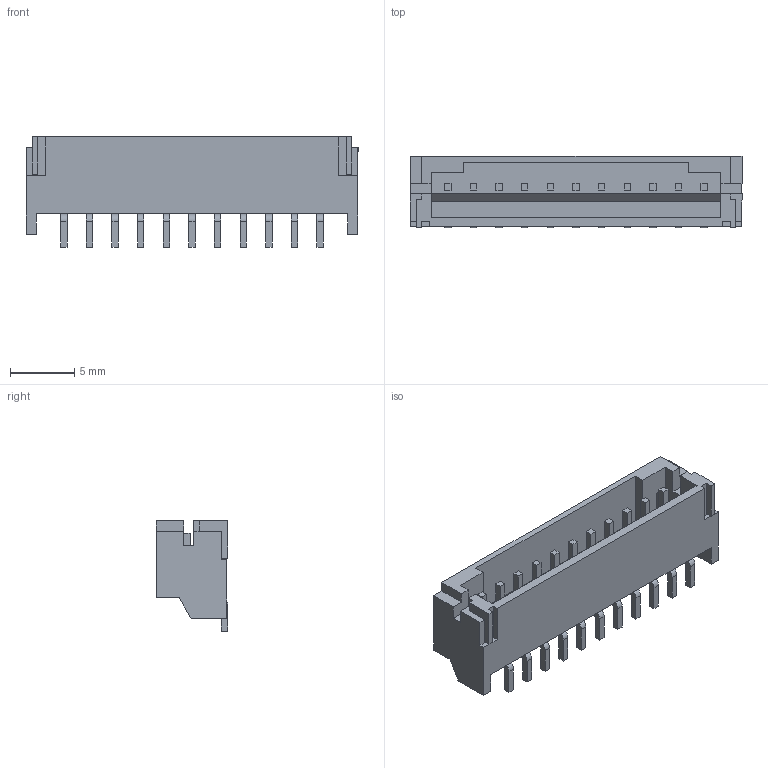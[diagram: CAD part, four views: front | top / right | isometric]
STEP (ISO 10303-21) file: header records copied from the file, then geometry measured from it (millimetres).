
FILE_DESCRIPTION (( 'STEP AP214' ), '1' );
FILE_NAME ('S11B-PH-SM4.STEP', '2010-06-14T04:58:09', ( ' ' ), ( ' ' ), 'SwSTEP 2.0', 'SolidWorks 2005235', '' );
FILE_SCHEMA (( 'AUTOMOTIVE_DESIGN' ));
Length unit declared in the file: millimetre
Products named in the file (1): S11B-PH-SM4
Bounding box: 25.9 x 5.6 x 8.6 mm (x, y, z)
Volume: 446.5 mm3; surface area: 1119 mm2
Topology: 1 solids, 1 shells, 214 faces, 580 edges, 386 vertices
Faces by surface type: plane 181, cylinder 33
Entity records: 9039 total; most frequent: CARTESIAN_POINT 1181, ORIENTED_EDGE 1160, DIRECTION 1076, EDGE_CURVE 580, LINE 514, VECTOR 514, VERTEX_POINT 386, AXIS2_PLACEMENT_3D 281
